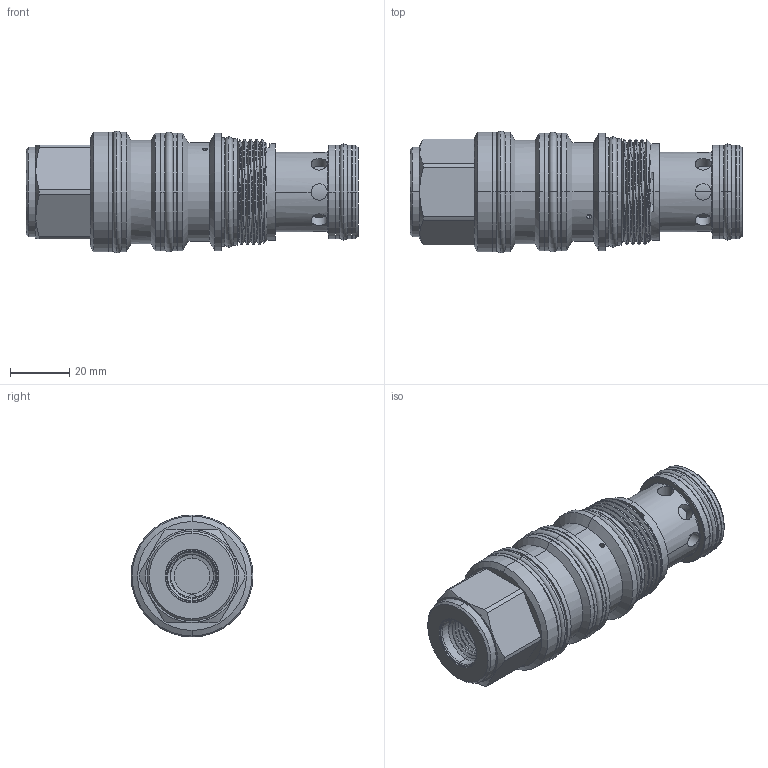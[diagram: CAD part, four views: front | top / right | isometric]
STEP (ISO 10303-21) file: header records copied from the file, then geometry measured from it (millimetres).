
FILE_DESCRIPTION (( 'STEP AP203' ), '1' );
FILE_NAME ('RV23A40-8.STEP', '2020-04-15T07:06:49', ( '' ), ( '' ), 'SwSTEP 2.0', 'SolidWorks 2018', '' );
FILE_SCHEMA (( 'CONFIG_CONTROL_DESIGN' ));
Length unit declared in the file: millimetre
Products named in the file (1): RV23A40-8
Bounding box: 112.14 x 41.18 x 41.18 mm (x, y, z)
Volume: 96355.7 mm3; surface area: 26999.1 mm2
Topology: 8 solids, 8 shells, 233 faces, 520 edges, 324 vertices
Faces by surface type: cylinder 128, plane 40, cone 34, torus 20, bspline 11
Entity records: 11376 total; most frequent: CARTESIAN_POINT 6252, DIRECTION 1055, ORIENTED_EDGE 1040, EDGE_CURVE 520, AXIS2_PLACEMENT_3D 444, VERTEX_POINT 324, EDGE_LOOP 268, FACE_OUTER_BOUND 233
